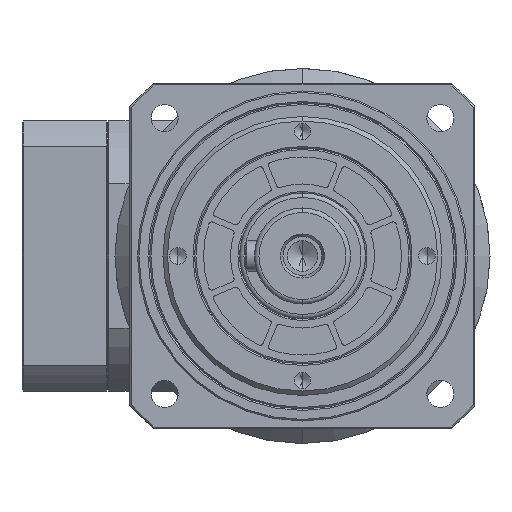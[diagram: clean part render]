
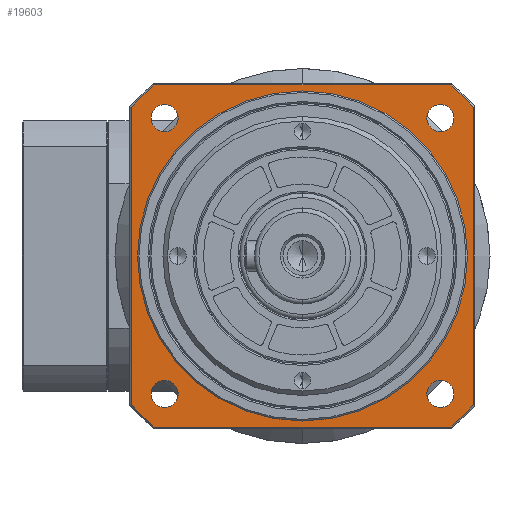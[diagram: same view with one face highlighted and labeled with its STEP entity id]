
A CAD part, left-side view. The second image highlights one B-rep face of the part: STEP entity #19603.
In plain terms, the highlighted planar face has unit normal (-1, 0, 0).
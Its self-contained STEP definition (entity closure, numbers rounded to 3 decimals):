
#18050=CARTESIAN_POINT('',(12.,0.,0.));
#18051=DIRECTION('',(1.,0.,0.));
#18052=DIRECTION('',(0.,0.755,0.656));
#18053=AXIS2_PLACEMENT_3D('',#18050,#18051,#18052);
#18055=CARTESIAN_POINT('',(12.,0.,0.));
#18056=DIRECTION('',(1.,0.,0.));
#18057=DIRECTION('',(0.,-0.656,0.755));
#18058=AXIS2_PLACEMENT_3D('',#18055,#18056,#18057);
#18060=CARTESIAN_POINT('',(12.,0.,0.));
#18061=DIRECTION('',(1.,0.,0.));
#18062=DIRECTION('',(0.,-0.755,-0.656));
#18063=AXIS2_PLACEMENT_3D('',#18060,#18061,#18062);
#18065=CARTESIAN_POINT('',(12.,0.,0.));
#18066=DIRECTION('',(1.,0.,0.));
#18067=DIRECTION('',(0.,0.656,-0.755));
#18068=AXIS2_PLACEMENT_3D('',#18065,#18066,#18067);
#18070=CARTESIAN_POINT('',(12.,0.,0.));
#18071=DIRECTION('',(-1.,0.,0.));
#18072=DIRECTION('',(0.,0.,1.));
#18073=AXIS2_PLACEMENT_3D('',#18070,#18071,#18072);
#18075=CARTESIAN_POINT('',(12.,0.,0.));
#18076=DIRECTION('',(-1.,0.,0.));
#18077=DIRECTION('',(0.,0.,-1.));
#18078=AXIS2_PLACEMENT_3D('',#18075,#18076,#18077);
#18080=CARTESIAN_POINT('',(12.,45.962,-45.962));
#18081=DIRECTION('',(-1.,0.,0.));
#18082=DIRECTION('',(0.,0.,1.));
#18083=AXIS2_PLACEMENT_3D('',#18080,#18081,#18082);
#18085=CARTESIAN_POINT('',(12.,45.962,-45.962));
#18086=DIRECTION('',(-1.,0.,0.));
#18087=DIRECTION('',(0.,0.,-1.));
#18088=AXIS2_PLACEMENT_3D('',#18085,#18086,#18087);
#18090=CARTESIAN_POINT('',(12.,-45.962,-45.962));
#18091=DIRECTION('',(-1.,0.,0.));
#18092=DIRECTION('',(0.,0.,1.));
#18093=AXIS2_PLACEMENT_3D('',#18090,#18091,#18092);
#18095=CARTESIAN_POINT('',(12.,-45.962,-45.962));
#18096=DIRECTION('',(-1.,0.,0.));
#18097=DIRECTION('',(0.,0.,-1.));
#18098=AXIS2_PLACEMENT_3D('',#18095,#18096,#18097);
#18100=CARTESIAN_POINT('',(12.,-45.962,45.962));
#18101=DIRECTION('',(-1.,0.,0.));
#18102=DIRECTION('',(0.,0.,1.));
#18103=AXIS2_PLACEMENT_3D('',#18100,#18101,#18102);
#18105=CARTESIAN_POINT('',(12.,-45.962,45.962));
#18106=DIRECTION('',(-1.,0.,0.));
#18107=DIRECTION('',(0.,0.,-1.));
#18108=AXIS2_PLACEMENT_3D('',#18105,#18106,#18107);
#18110=CARTESIAN_POINT('',(12.,45.962,45.962));
#18111=DIRECTION('',(-1.,0.,0.));
#18112=DIRECTION('',(0.,0.,1.));
#18113=AXIS2_PLACEMENT_3D('',#18110,#18111,#18112);
#18115=CARTESIAN_POINT('',(12.,45.962,45.962));
#18116=DIRECTION('',(-1.,0.,0.));
#18117=DIRECTION('',(0.,0.,-1.));
#18118=AXIS2_PLACEMENT_3D('',#18115,#18116,#18117);
#18120=DIRECTION('',(0.,0.,-1.));
#18121=VECTOR('',#18120,99.02);
#18122=CARTESIAN_POINT('',(12.,57.,49.51));
#18123=LINE('',#18122,#18121);
#18147=DIRECTION('',(0.,1.,0.));
#18148=VECTOR('',#18147,99.02);
#18149=CARTESIAN_POINT('',(12.,-49.51,57.));
#18150=LINE('',#18149,#18148);
#18178=DIRECTION('',(0.,0.,1.));
#18179=VECTOR('',#18178,99.02);
#18180=CARTESIAN_POINT('',(12.,-57.,-49.51));
#18181=LINE('',#18180,#18179);
#18480=DIRECTION('',(0.,-1.,0.));
#18481=VECTOR('',#18480,99.02);
#18482=CARTESIAN_POINT('',(12.,49.51,-57.));
#18483=LINE('',#18482,#18481);
#19082=CARTESIAN_POINT('',(12.,0.,55.));
#19083=CARTESIAN_POINT('',(12.,0.,-55.));
#19084=VERTEX_POINT('',#19082);
#19085=VERTEX_POINT('',#19083);
#19086=CARTESIAN_POINT('',(12.,57.,49.51));
#19087=CARTESIAN_POINT('',(12.,57.,-49.51));
#19088=VERTEX_POINT('',#19086);
#19089=VERTEX_POINT('',#19087);
#19090=CARTESIAN_POINT('',(12.,49.51,57.));
#19091=VERTEX_POINT('',#19090);
#19092=CARTESIAN_POINT('',(12.,-49.51,57.));
#19093=VERTEX_POINT('',#19092);
#19094=CARTESIAN_POINT('',(12.,-57.,49.51));
#19095=VERTEX_POINT('',#19094);
#19096=CARTESIAN_POINT('',(12.,-57.,-49.51));
#19097=VERTEX_POINT('',#19096);
#19098=CARTESIAN_POINT('',(12.,-49.51,-57.));
#19099=VERTEX_POINT('',#19098);
#19100=CARTESIAN_POINT('',(12.,49.51,-57.));
#19101=VERTEX_POINT('',#19100);
#19102=CARTESIAN_POINT('',(12.,45.962,-41.462));
#19103=CARTESIAN_POINT('',(12.,45.962,-50.462));
#19104=VERTEX_POINT('',#19102);
#19105=VERTEX_POINT('',#19103);
#19106=CARTESIAN_POINT('',(12.,-45.962,-41.462));
#19107=CARTESIAN_POINT('',(12.,-45.962,-50.462));
#19108=VERTEX_POINT('',#19106);
#19109=VERTEX_POINT('',#19107);
#19110=CARTESIAN_POINT('',(12.,-45.962,50.462));
#19111=CARTESIAN_POINT('',(12.,-45.962,41.462));
#19112=VERTEX_POINT('',#19110);
#19113=VERTEX_POINT('',#19111);
#19114=CARTESIAN_POINT('',(12.,45.962,50.462));
#19115=CARTESIAN_POINT('',(12.,45.962,41.462));
#19116=VERTEX_POINT('',#19114);
#19117=VERTEX_POINT('',#19115);
#19551=CARTESIAN_POINT('',(12.,55.,0.));
#19552=DIRECTION('',(1.,0.,0.));
#19553=DIRECTION('',(0.,0.,-1.));
#19554=AXIS2_PLACEMENT_3D('',#19551,#19552,#19553);
#19555=PLANE('',#19554);
#19557=ORIENTED_EDGE('',*,*,#19556,.F.);
#19559=ORIENTED_EDGE('',*,*,#19558,.T.);
#19561=ORIENTED_EDGE('',*,*,#19560,.F.);
#19563=ORIENTED_EDGE('',*,*,#19562,.T.);
#19565=ORIENTED_EDGE('',*,*,#19564,.F.);
#19567=ORIENTED_EDGE('',*,*,#19566,.T.);
#19569=ORIENTED_EDGE('',*,*,#19568,.F.);
#19571=ORIENTED_EDGE('',*,*,#19570,.T.);
#19572=EDGE_LOOP('',(#19557,#19559,#19561,#19563,#19565,#19567,#19569,#19571));
#19573=FACE_OUTER_BOUND('',#19572,.F.);
#19574=ORIENTED_EDGE('',*,*,#19541,.T.);
#19576=ORIENTED_EDGE('',*,*,#19575,.T.);
#19577=EDGE_LOOP('',(#19574,#19576));
#19578=FACE_BOUND('',#19577,.F.);
#19580=ORIENTED_EDGE('',*,*,#19579,.T.);
#19582=ORIENTED_EDGE('',*,*,#19581,.T.);
#19583=EDGE_LOOP('',(#19580,#19582));
#19584=FACE_BOUND('',#19583,.F.);
#19586=ORIENTED_EDGE('',*,*,#19585,.T.);
#19588=ORIENTED_EDGE('',*,*,#19587,.T.);
#19589=EDGE_LOOP('',(#19586,#19588));
#19590=FACE_BOUND('',#19589,.F.);
#19592=ORIENTED_EDGE('',*,*,#19591,.T.);
#19594=ORIENTED_EDGE('',*,*,#19593,.T.);
#19595=EDGE_LOOP('',(#19592,#19594));
#19596=FACE_BOUND('',#19595,.F.);
#19598=ORIENTED_EDGE('',*,*,#19597,.T.);
#19600=ORIENTED_EDGE('',*,*,#19599,.T.);
#19601=EDGE_LOOP('',(#19598,#19600));
#19602=FACE_BOUND('',#19601,.F.);
#19603=ADVANCED_FACE('',(#19573,#19578,#19584,#19590,#19596,#19602),#19555,.F.);
#18054=CIRCLE('',#18053,75.5);
#18059=CIRCLE('',#18058,75.5);
#18064=CIRCLE('',#18063,75.5);
#18069=CIRCLE('',#18068,75.5);
#18074=CIRCLE('',#18073,55.);
#18079=CIRCLE('',#18078,55.);
#18084=CIRCLE('',#18083,4.5);
#18089=CIRCLE('',#18088,4.5);
#18094=CIRCLE('',#18093,4.5);
#18099=CIRCLE('',#18098,4.5);
#18104=CIRCLE('',#18103,4.5);
#18109=CIRCLE('',#18108,4.5);
#18114=CIRCLE('',#18113,4.5);
#18119=CIRCLE('',#18118,4.5);
#19541=EDGE_CURVE('',#19084,#19085,#18074,.T.);
#19556=EDGE_CURVE('',#19088,#19089,#18123,.T.);
#19558=EDGE_CURVE('',#19088,#19091,#18054,.T.);
#19560=EDGE_CURVE('',#19093,#19091,#18150,.T.);
#19562=EDGE_CURVE('',#19093,#19095,#18059,.T.);
#19564=EDGE_CURVE('',#19097,#19095,#18181,.T.);
#19566=EDGE_CURVE('',#19097,#19099,#18064,.T.);
#19568=EDGE_CURVE('',#19101,#19099,#18483,.T.);
#19570=EDGE_CURVE('',#19101,#19089,#18069,.T.);
#19575=EDGE_CURVE('',#19085,#19084,#18079,.T.);
#19579=EDGE_CURVE('',#19104,#19105,#18084,.T.);
#19581=EDGE_CURVE('',#19105,#19104,#18089,.T.);
#19585=EDGE_CURVE('',#19108,#19109,#18094,.T.);
#19587=EDGE_CURVE('',#19109,#19108,#18099,.T.);
#19591=EDGE_CURVE('',#19112,#19113,#18104,.T.);
#19593=EDGE_CURVE('',#19113,#19112,#18109,.T.);
#19597=EDGE_CURVE('',#19116,#19117,#18114,.T.);
#19599=EDGE_CURVE('',#19117,#19116,#18119,.T.);
